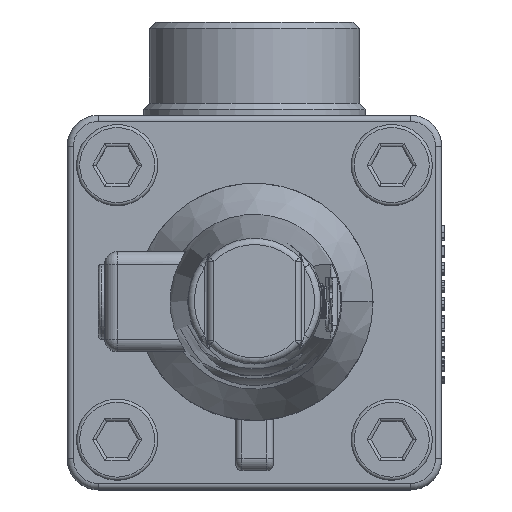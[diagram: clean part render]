
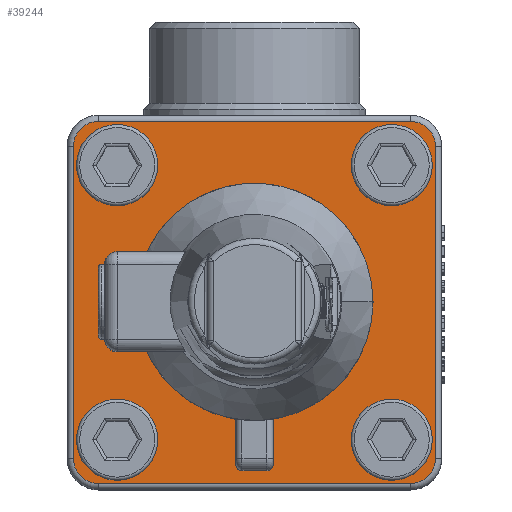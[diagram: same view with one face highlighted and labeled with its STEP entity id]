
A CAD part, top view. The second image highlights one B-rep face of the part: STEP entity #39244.
In plain terms, the highlighted planar face has unit normal (0, 0, 1).
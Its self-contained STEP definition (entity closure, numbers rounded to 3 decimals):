
#36600=CARTESIAN_POINT('',(-16.,22.,100.5));
#36601=VERTEX_POINT('',#36600);
#36609=CARTESIAN_POINT('',(-22.,28.,100.5));
#36610=VERTEX_POINT('',#36609);
#36611=CARTESIAN_POINT('',(-22.,22.,100.5));
#36612=DIRECTION('',(0.,-0.,1.));
#36613=DIRECTION('',(-0.,1.,0.));
#36614=AXIS2_PLACEMENT_3D('',#36611,#36612,#36613);
#36615=CIRCLE('',#36614,6.);
#36616=EDGE_CURVE('',#36601,#36610,#36615,.T.);
#36618=CARTESIAN_POINT('',(-22.,22.,100.5));
#36619=DIRECTION('',(0.,-0.,1.));
#36620=DIRECTION('',(-0.,1.,0.));
#36621=AXIS2_PLACEMENT_3D('',#36618,#36619,#36620);
#36622=CIRCLE('',#36621,6.);
#36623=EDGE_CURVE('',#36610,#36601,#36622,.T.);
#37099=CARTESIAN_POINT('',(28.,-22.,100.5));
#37100=VERTEX_POINT('',#37099);
#37108=CARTESIAN_POINT('',(22.,-16.,100.5));
#37109=VERTEX_POINT('',#37108);
#37110=CARTESIAN_POINT('',(22.,-22.,100.5));
#37111=DIRECTION('',(0.,-0.,1.));
#37112=DIRECTION('',(-0.,1.,0.));
#37113=AXIS2_PLACEMENT_3D('',#37110,#37111,#37112);
#37114=CIRCLE('',#37113,6.);
#37115=EDGE_CURVE('',#37100,#37109,#37114,.T.);
#37117=CARTESIAN_POINT('',(22.,-22.,100.5));
#37118=DIRECTION('',(0.,-0.,1.));
#37119=DIRECTION('',(-0.,1.,0.));
#37120=AXIS2_PLACEMENT_3D('',#37117,#37118,#37119);
#37121=CIRCLE('',#37120,6.);
#37122=EDGE_CURVE('',#37109,#37100,#37121,.T.);
#37598=CARTESIAN_POINT('',(-16.,-22.,100.5));
#37599=VERTEX_POINT('',#37598);
#37607=CARTESIAN_POINT('',(-22.,-16.,100.5));
#37608=VERTEX_POINT('',#37607);
#37609=CARTESIAN_POINT('',(-22.,-22.,100.5));
#37610=DIRECTION('',(0.,-0.,1.));
#37611=DIRECTION('',(-0.,1.,0.));
#37612=AXIS2_PLACEMENT_3D('',#37609,#37610,#37611);
#37613=CIRCLE('',#37612,6.);
#37614=EDGE_CURVE('',#37599,#37608,#37613,.T.);
#37616=CARTESIAN_POINT('',(-22.,-22.,100.5));
#37617=DIRECTION('',(0.,-0.,1.));
#37618=DIRECTION('',(-0.,1.,0.));
#37619=AXIS2_PLACEMENT_3D('',#37616,#37617,#37618);
#37620=CIRCLE('',#37619,6.);
#37621=EDGE_CURVE('',#37608,#37599,#37620,.T.);
#38097=CARTESIAN_POINT('',(28.,22.,100.5));
#38098=VERTEX_POINT('',#38097);
#38106=CARTESIAN_POINT('',(22.,28.,100.5));
#38107=VERTEX_POINT('',#38106);
#38108=CARTESIAN_POINT('',(22.,22.,100.5));
#38109=DIRECTION('',(0.,-0.,1.));
#38110=DIRECTION('',(-0.,1.,0.));
#38111=AXIS2_PLACEMENT_3D('',#38108,#38109,#38110);
#38112=CIRCLE('',#38111,6.);
#38113=EDGE_CURVE('',#38098,#38107,#38112,.T.);
#38115=CARTESIAN_POINT('',(22.,22.,100.5));
#38116=DIRECTION('',(0.,-0.,1.));
#38117=DIRECTION('',(-0.,1.,0.));
#38118=AXIS2_PLACEMENT_3D('',#38115,#38116,#38117);
#38119=CIRCLE('',#38118,6.);
#38120=EDGE_CURVE('',#38107,#38098,#38119,.T.);
#38541=CARTESIAN_POINT('',(15.5,-0.,100.5));
#38542=VERTEX_POINT('',#38541);
#38552=CARTESIAN_POINT('',(0.,-0.,100.5));
#38553=DIRECTION('',(0.,-0.,1.));
#38554=DIRECTION('',(1.,0.,-0.));
#38555=AXIS2_PLACEMENT_3D('',#38552,#38553,#38554);
#38556=CIRCLE('',#38555,15.5);
#38557=EDGE_CURVE('',#38542,#38542,#38556,.T.);
#38567=CARTESIAN_POINT('',(-29.,25.,100.5));
#38568=VERTEX_POINT('',#38567);
#38586=CARTESIAN_POINT('',(-29.,-25.,100.5));
#38587=VERTEX_POINT('',#38586);
#38595=CARTESIAN_POINT('',(-29.,25.,100.5));
#38596=DIRECTION('',(0.,-1.,-0.));
#38597=VECTOR('',#38596,50.);
#38598=LINE('',#38595,#38597);
#38599=EDGE_CURVE('',#38568,#38587,#38598,.T.);
#38611=CARTESIAN_POINT('',(-25.,-29.,100.5));
#38612=VERTEX_POINT('',#38611);
#38620=CARTESIAN_POINT('',(-25.,-25.,100.5));
#38621=DIRECTION('',(0.,-0.,1.));
#38622=DIRECTION('',(-1.,-0.,0.));
#38623=AXIS2_PLACEMENT_3D('',#38620,#38621,#38622);
#38624=CIRCLE('',#38623,4.);
#38625=EDGE_CURVE('',#38587,#38612,#38624,.T.);
#38643=CARTESIAN_POINT('',(-25.,29.,100.5));
#38644=VERTEX_POINT('',#38643);
#38662=CARTESIAN_POINT('',(-25.,25.,100.5));
#38663=DIRECTION('',(0.,-0.,1.));
#38664=DIRECTION('',(-1.,-0.,0.));
#38665=AXIS2_PLACEMENT_3D('',#38662,#38663,#38664);
#38666=CIRCLE('',#38665,4.);
#38667=EDGE_CURVE('',#38644,#38568,#38666,.T.);
#38679=CARTESIAN_POINT('',(25.,-29.,100.5));
#38680=VERTEX_POINT('',#38679);
#38688=CARTESIAN_POINT('',(-25.,-29.,100.5));
#38689=DIRECTION('',(1.,0.,-0.));
#38690=VECTOR('',#38689,50.);
#38691=LINE('',#38688,#38690);
#38692=EDGE_CURVE('',#38612,#38680,#38691,.T.);
#38709=CARTESIAN_POINT('',(25.,29.,100.5));
#38710=VERTEX_POINT('',#38709);
#38727=CARTESIAN_POINT('',(25.,29.,100.5));
#38728=DIRECTION('',(-1.,-0.,0.));
#38729=VECTOR('',#38728,50.);
#38730=LINE('',#38727,#38729);
#38731=EDGE_CURVE('',#38710,#38644,#38730,.T.);
#38743=CARTESIAN_POINT('',(29.,-25.,100.5));
#38744=VERTEX_POINT('',#38743);
#38752=CARTESIAN_POINT('',(25.,-25.,100.5));
#38753=DIRECTION('',(0.,-0.,1.));
#38754=DIRECTION('',(-1.,-0.,0.));
#38755=AXIS2_PLACEMENT_3D('',#38752,#38753,#38754);
#38756=CIRCLE('',#38755,4.);
#38757=EDGE_CURVE('',#38680,#38744,#38756,.T.);
#38775=CARTESIAN_POINT('',(29.,25.,100.5));
#38776=VERTEX_POINT('',#38775);
#38794=CARTESIAN_POINT('',(25.,25.,100.5));
#38795=DIRECTION('',(0.,-0.,1.));
#38796=DIRECTION('',(-1.,-0.,0.));
#38797=AXIS2_PLACEMENT_3D('',#38794,#38795,#38796);
#38798=CIRCLE('',#38797,4.);
#38799=EDGE_CURVE('',#38776,#38710,#38798,.T.);
#38817=CARTESIAN_POINT('',(29.,-25.,100.5));
#38818=DIRECTION('',(-0.,1.,0.));
#38819=VECTOR('',#38818,50.);
#38820=LINE('',#38817,#38819);
#38821=EDGE_CURVE('',#38744,#38776,#38820,.T.);
#39210=CARTESIAN_POINT('',(0.,-0.,100.5));
#39211=DIRECTION('',(0.,-0.,1.));
#39212=DIRECTION('',(1.,0.,-0.));
#39213=AXIS2_PLACEMENT_3D('',#39210,#39211,#39212);
#39214=PLANE('',#39213);
#39215=ORIENTED_EDGE('',*,*,#36616,.F.);
#39216=ORIENTED_EDGE('',*,*,#36623,.F.);
#39217=EDGE_LOOP('',(#39215,#39216));
#39218=FACE_BOUND('',#39217,.T.);
#39219=ORIENTED_EDGE('',*,*,#37115,.F.);
#39220=ORIENTED_EDGE('',*,*,#37122,.F.);
#39221=EDGE_LOOP('',(#39219,#39220));
#39222=FACE_BOUND('',#39221,.T.);
#39223=ORIENTED_EDGE('',*,*,#37614,.F.);
#39224=ORIENTED_EDGE('',*,*,#37621,.F.);
#39225=EDGE_LOOP('',(#39223,#39224));
#39226=FACE_BOUND('',#39225,.T.);
#39227=ORIENTED_EDGE('',*,*,#38113,.F.);
#39228=ORIENTED_EDGE('',*,*,#38120,.F.);
#39229=EDGE_LOOP('',(#39227,#39228));
#39230=FACE_BOUND('',#39229,.T.);
#39231=ORIENTED_EDGE('',*,*,#38557,.F.);
#39232=EDGE_LOOP('',(#39231));
#39233=FACE_BOUND('',#39232,.T.);
#39234=ORIENTED_EDGE('',*,*,#38667,.T.);
#39235=ORIENTED_EDGE('',*,*,#38599,.T.);
#39236=ORIENTED_EDGE('',*,*,#38625,.T.);
#39237=ORIENTED_EDGE('',*,*,#38692,.T.);
#39238=ORIENTED_EDGE('',*,*,#38757,.T.);
#39239=ORIENTED_EDGE('',*,*,#38821,.T.);
#39240=ORIENTED_EDGE('',*,*,#38799,.T.);
#39241=ORIENTED_EDGE('',*,*,#38731,.T.);
#39242=EDGE_LOOP('',(#39234,#39235,#39236,#39237,#39238,#39239,#39240,#39241));
#39243=FACE_BOUND('',#39242,.T.);
#39244=ADVANCED_FACE('',(#39218,#39222,#39226,#39230,#39233,#39243),#39214,.T.);
